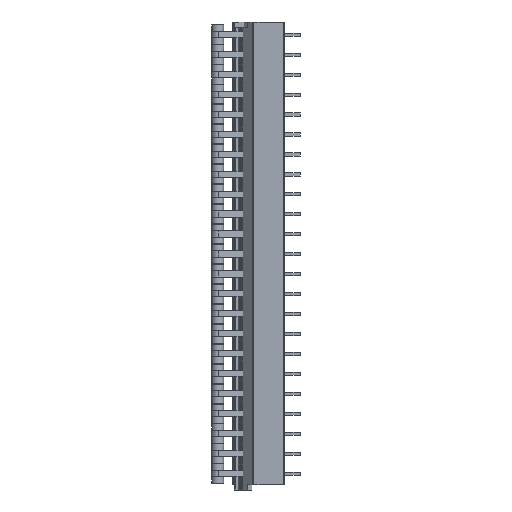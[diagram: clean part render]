
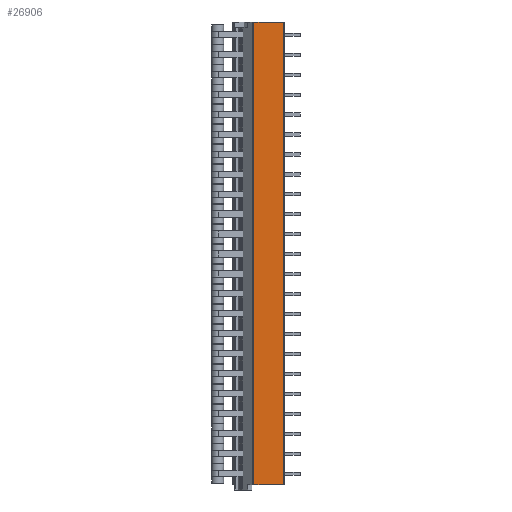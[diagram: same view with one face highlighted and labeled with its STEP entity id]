
A CAD part, left-side view. The second image highlights one B-rep face of the part: STEP entity #26906.
In plain terms, the highlighted planar face has unit normal (-1, 0, 0).
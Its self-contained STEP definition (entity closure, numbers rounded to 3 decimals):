
#30=DIRECTION('',(0.,-1.,0.));
#31=VECTOR('',#30,7.471);
#32=CARTESIAN_POINT('',(0.,7.671,-112.8));
#33=LINE('',#32,#31);
#310=DIRECTION('',(0.,-1.,0.));
#311=VECTOR('',#310,7.471);
#312=CARTESIAN_POINT('',(0.,7.671,3.2));
#313=LINE('',#312,#311);
#707=DIRECTION('',(0.,0.,1.));
#708=VECTOR('',#707,116.);
#709=CARTESIAN_POINT('',(0.,7.671,-112.8));
#710=LINE('',#709,#708);
#711=DIRECTION('',(0.,0.,1.));
#712=VECTOR('',#711,116.);
#713=CARTESIAN_POINT('',(0.,0.2,-112.8));
#714=LINE('',#713,#712);
#21236=CARTESIAN_POINT('',(0.,7.671,-112.8));
#21238=VERTEX_POINT('',#21236);
#21239=CARTESIAN_POINT('',(0.,0.2,-112.8));
#21240=VERTEX_POINT('',#21239);
#21356=CARTESIAN_POINT('',(0.,7.671,3.2));
#21358=VERTEX_POINT('',#21356);
#21359=CARTESIAN_POINT('',(0.,0.2,3.2));
#21360=VERTEX_POINT('',#21359);
#26894=CARTESIAN_POINT('',(0.,7.671,-112.8));
#26895=DIRECTION('',(-1.,0.,0.));
#26896=DIRECTION('',(0.,-1.,0.));
#26897=AXIS2_PLACEMENT_3D('',#26894,#26895,#26896);
#26898=PLANE('',#26897);
#26899=ORIENTED_EDGE('',*,*,#26888,.T.);
#26900=ORIENTED_EDGE('',*,*,#26654,.T.);
#26902=ORIENTED_EDGE('',*,*,#26901,.F.);
#26903=ORIENTED_EDGE('',*,*,#26454,.F.);
#26904=EDGE_LOOP('',(#26899,#26900,#26902,#26903));
#26905=FACE_OUTER_BOUND('',#26904,.F.);
#26906=ADVANCED_FACE('',(#26905),#26898,.T.);
#26454=EDGE_CURVE('',#21238,#21240,#33,.T.);
#26654=EDGE_CURVE('',#21358,#21360,#313,.T.);
#26888=EDGE_CURVE('',#21238,#21358,#710,.T.);
#26901=EDGE_CURVE('',#21240,#21360,#714,.T.);
